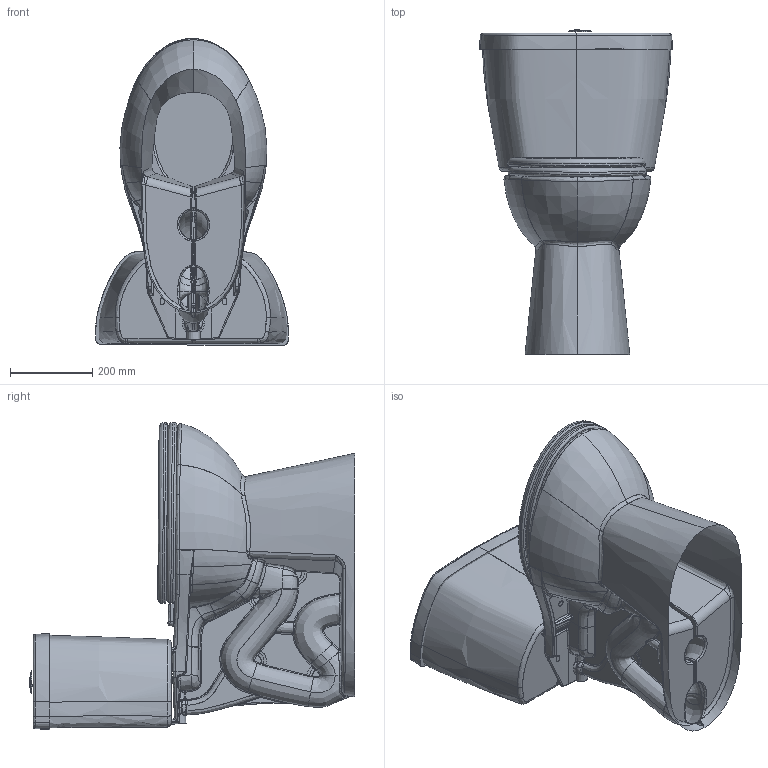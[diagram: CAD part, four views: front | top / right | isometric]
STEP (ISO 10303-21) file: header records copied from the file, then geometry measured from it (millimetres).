
FILE_DESCRIPTION (( 'STEP AP203' ), '1' );
FILE_NAME ('Stealth_DF_DB_N7717&N7714T-DF.STEP', '2016-08-26T19:33:36', ( '' ), ( '' ), 'SwSTEP 2.0', 'SolidWorks 2015', '' );
FILE_SCHEMA (( 'CONFIG_CONTROL_DESIGN' ));
Length unit declared in the file: inch
Products named in the file (12): Revolve001; _717; Stealth_DF_DB_N7717&N7714T-DF; Fillet005; N7714T; Fillet; N; Fillet001; Revolve; Fusion001003; Fusion001004; Fillet004
Assembly tree (11 placements, depth 2):
  Stealth_DF_DB_N7717&N7714T-DF
    Fillet
    Fillet001
    Revolve
    Fusion001004
    Fusion001003
    N7714T
    N
    _717
    Revolve001
    Fillet004
    Fillet005
Bounding box: 468.2 x 789.66 x 744.94 mm (x, y, z)
Volume: 3965314.3 mm3; surface area: 2462264.4 mm2
Topology: 7 solids, 871 shells, 968 faces, 5982 edges, 5889 vertices
Faces by surface type: bspline 805, plane 87, cylinder 68, cone 5, torus 3
Entity records: 191071 total; most frequent: CARTESIAN_POINT 160246, ORIENTED_EDGE 6198, EDGE_CURVE 5982, VERTEX_POINT 5889, B_SPLINE_CURVE_WITH_KNOTS 5153, DIRECTION 1014, EDGE_LOOP 986, FACE_OUTER_BOUND 968
